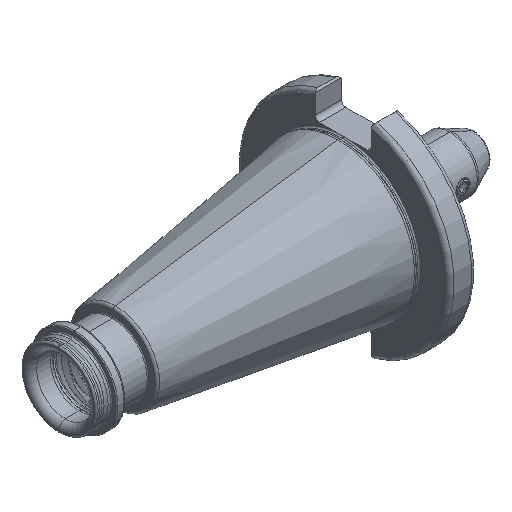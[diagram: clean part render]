
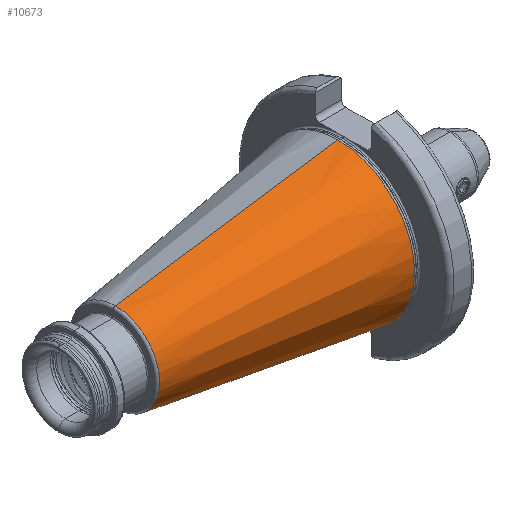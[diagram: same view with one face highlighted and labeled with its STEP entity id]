
A CAD part, isometric view. The second image highlights one B-rep face of the part: STEP entity #10673.
In plain terms, the highlighted conical face has half-angle 8.297 degrees and reference radius 35.027 mm.
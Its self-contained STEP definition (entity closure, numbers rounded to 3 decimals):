
#317 = VERTEX_POINT ( 'NONE', #15224 ) ;
#352 = VERTEX_POINT ( 'NONE', #15253 ) ;
#357 = VERTEX_POINT ( 'NONE', #15255 ) ;
#378 = VERTEX_POINT ( 'NONE', #15290 ) ;
#1192 = DIRECTION ( 'NONE',  ( 0.99, 0., 0.144 ) ) ;
#1212 = CARTESIAN_POINT ( 'NONE',  ( -8.5, 0., 35.027 ) ) ;
#1923 = DIRECTION ( 'NONE',  ( 0.99, 0., -0.144 ) ) ;
#1933 = CARTESIAN_POINT ( 'NONE',  ( -8.5, 0., -35.027 ) ) ;
#5405 = DIRECTION ( 'NONE',  ( -1., 0., 0. ) ) ;
#5407 = DIRECTION ( 'NONE',  ( 0., 0., 1. ) ) ;
#5441 = CARTESIAN_POINT ( 'NONE',  ( -110.123, 0., 0. ) ) ;
#5609 = CIRCLE ( 'NONE', #12199, 35.027 ) ;
#7612 = AXIS2_PLACEMENT_3D ( 'NONE', #5441, #5405, #5407 ) ;
#7739 = AXIS2_PLACEMENT_3D ( 'NONE', #14177, #14184, #14163 ) ;
#8574 = CIRCLE ( 'NONE', #7612, 20.207 ) ;
#8832 = LINE ( 'NONE', #1212, #8838 ) ;
#8838 = VECTOR ( 'NONE', #1192, 1000. ) ;
#8864 = VECTOR ( 'NONE', #1923, 1000. ) ;
#8903 = LINE ( 'NONE', #1933, #8864 ) ;
#9006 = FACE_OUTER_BOUND ( 'NONE', #12041, .T. ) ;
#9039 = CONICAL_SURFACE ( 'NONE', #7739, 35.027, 0.145 ) ;
#9998 = EDGE_CURVE ( 'NONE', #317, #352, #5609, .T. ) ;
#10673 = ADVANCED_FACE ( 'NONE', ( #9006 ), #9039, .T. ) ;
#11885 = EDGE_CURVE ( 'NONE', #378, #352, #8832, .T. ) ;
#11922 = EDGE_CURVE ( 'NONE', #357, #317, #8903, .T. ) ;
#12041 = EDGE_LOOP ( 'NONE', ( #16365, #16431, #16422, #16444 ) ) ;
#12199 = AXIS2_PLACEMENT_3D ( 'NONE', #15616, #15626, #15635 ) ;
#12242 = EDGE_CURVE ( 'NONE', #357, #378, #8574, .T. ) ;
#14163 = DIRECTION ( 'NONE',  ( 0., 0., -1. ) ) ;
#14177 = CARTESIAN_POINT ( 'NONE',  ( -8.5, 0., 0. ) ) ;
#14184 = DIRECTION ( 'NONE',  ( 1., 0., 0. ) ) ;
#15224 = CARTESIAN_POINT ( 'NONE',  ( -8.5, 0., -35.027 ) ) ;
#15253 = CARTESIAN_POINT ( 'NONE',  ( -8.5, 0., 35.027 ) ) ;
#15255 = CARTESIAN_POINT ( 'NONE',  ( -110.123, 0., -20.207 ) ) ;
#15290 = CARTESIAN_POINT ( 'NONE',  ( -110.123, 0., 20.207 ) ) ;
#15616 = CARTESIAN_POINT ( 'NONE',  ( -8.5, 0., 0. ) ) ;
#15626 = DIRECTION ( 'NONE',  ( -1., 0., 0. ) ) ;
#15635 = DIRECTION ( 'NONE',  ( 0., 0., 1. ) ) ;
#16365 = ORIENTED_EDGE ( 'NONE', *, *, #11885, .F. ) ;
#16422 = ORIENTED_EDGE ( 'NONE', *, *, #11922, .T. ) ;
#16431 = ORIENTED_EDGE ( 'NONE', *, *, #12242, .F. ) ;
#16444 = ORIENTED_EDGE ( 'NONE', *, *, #9998, .T. ) ;
